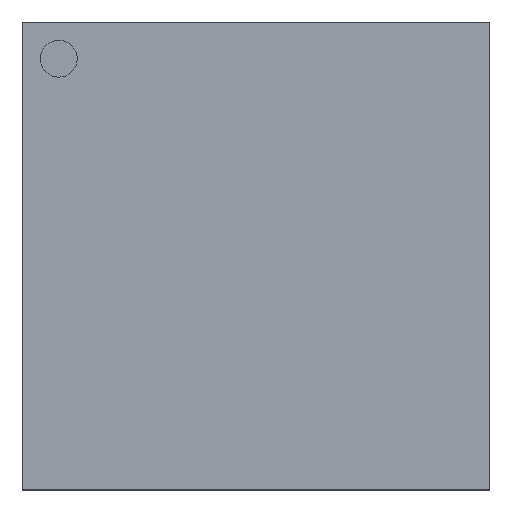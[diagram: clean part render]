
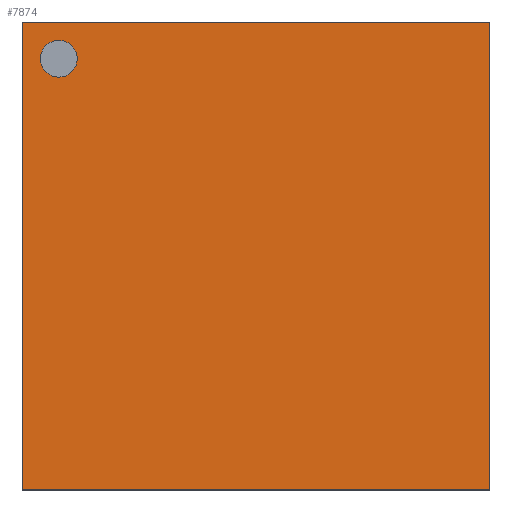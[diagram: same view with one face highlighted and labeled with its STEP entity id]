
A CAD part, top view. The second image highlights one B-rep face of the part: STEP entity #7874.
In plain terms, the highlighted planar face has unit normal (0, 0, 1).
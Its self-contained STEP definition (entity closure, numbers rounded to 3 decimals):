
#6923 = VERTEX_POINT('',#6924);
#6924 = CARTESIAN_POINT('',(-2.95,2.7,0.825));
#6930 = EDGE_CURVE('',#6931,#6923,#6933,.T.);
#6931 = VERTEX_POINT('',#6932);
#6932 = CARTESIAN_POINT('',(-2.95,3.25,0.825));
#6933 = CIRCLE('',#6934,0.275);
#6934 = AXIS2_PLACEMENT_3D('',#6935,#6936,#6937);
#6935 = CARTESIAN_POINT('',(-2.95,2.975,0.825));
#6936 = DIRECTION('',(-0.,0.,1.));
#6937 = DIRECTION('',(0.,-1.,0.));
#6962 = EDGE_CURVE('',#6963,#6965,#6967,.T.);
#6963 = VERTEX_POINT('',#6964);
#6964 = CARTESIAN_POINT('',(-3.5,-3.475,0.825));
#6965 = VERTEX_POINT('',#6966);
#6966 = CARTESIAN_POINT('',(3.5,-3.475,0.825));
#6967 = LINE('',#6968,#6969);
#6968 = CARTESIAN_POINT('',(0.,-3.475,0.825));
#6969 = VECTOR('',#6970,1.);
#6970 = DIRECTION('',(1.,0.,0.));
#7002 = EDGE_CURVE('',#6963,#7003,#7005,.T.);
#7003 = VERTEX_POINT('',#7004);
#7004 = CARTESIAN_POINT('',(-3.5,3.525,0.825));
#7005 = LINE('',#7006,#7007);
#7006 = CARTESIAN_POINT('',(-3.5,0.025,0.825));
#7007 = VECTOR('',#7008,1.);
#7008 = DIRECTION('',(0.,1.,0.));
#7033 = EDGE_CURVE('',#7003,#7034,#7036,.T.);
#7034 = VERTEX_POINT('',#7035);
#7035 = CARTESIAN_POINT('',(3.5,3.525,0.825));
#7036 = LINE('',#7037,#7038);
#7037 = CARTESIAN_POINT('',(0.,3.525,0.825));
#7038 = VECTOR('',#7039,1.);
#7039 = DIRECTION('',(1.,0.,0.));
#7064 = EDGE_CURVE('',#6965,#7034,#7065,.T.);
#7065 = LINE('',#7066,#7067);
#7066 = CARTESIAN_POINT('',(3.5,0.025,0.825));
#7067 = VECTOR('',#7068,1.);
#7068 = DIRECTION('',(0.,1.,0.));
#7874 = ADVANCED_FACE('',(#7875,#7885),#7891,.T.);
#7875 = FACE_BOUND('',#7876,.T.);
#7876 = EDGE_LOOP('',(#7877,#7884));
#7877 = ORIENTED_EDGE('',*,*,#7878,.F.);
#7878 = EDGE_CURVE('',#6923,#6931,#7879,.T.);
#7879 = CIRCLE('',#7880,0.275);
#7880 = AXIS2_PLACEMENT_3D('',#7881,#7882,#7883);
#7881 = CARTESIAN_POINT('',(-2.95,2.975,0.825));
#7882 = DIRECTION('',(-0.,0.,1.));
#7883 = DIRECTION('',(0.,-1.,0.));
#7884 = ORIENTED_EDGE('',*,*,#6930,.F.);
#7885 = FACE_BOUND('',#7886,.T.);
#7886 = EDGE_LOOP('',(#7887,#7888,#7889,#7890));
#7887 = ORIENTED_EDGE('',*,*,#6962,.T.);
#7888 = ORIENTED_EDGE('',*,*,#7064,.T.);
#7889 = ORIENTED_EDGE('',*,*,#7033,.F.);
#7890 = ORIENTED_EDGE('',*,*,#7002,.F.);
#7891 = PLANE('',#7892);
#7892 = AXIS2_PLACEMENT_3D('',#7893,#7894,#7895);
#7893 = CARTESIAN_POINT('',(0.,0.025,0.825));
#7894 = DIRECTION('',(0.,0.,1.));
#7895 = DIRECTION('',(0.,-1.,0.));
